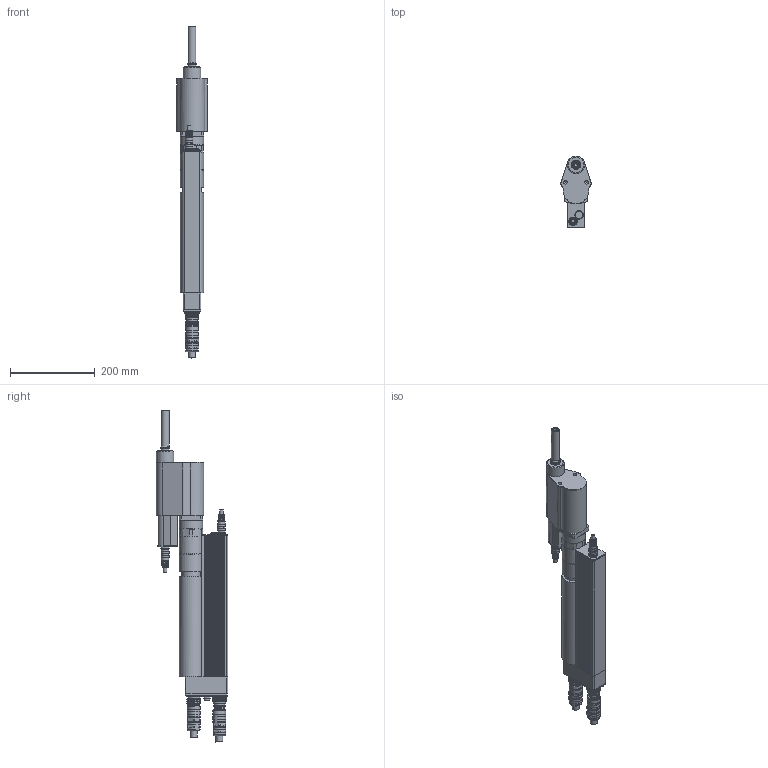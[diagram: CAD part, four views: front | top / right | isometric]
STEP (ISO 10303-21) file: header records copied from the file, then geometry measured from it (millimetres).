
FILE_DESCRIPTION((''),'2;1');
FILE_NAME('947521A2.stp','2011-03-25T14:28:44',('e4c32'),(''),'Autodesk Inventor 11','Autodesk Inventor 11','');
FILE_SCHEMA(('AUTOMOTIVE_DESIGN { 1 0 10303 214 1 1 1 1 }'));
Length unit declared in the file: millimetre
Products named in the file (6): 947521A2_IAM_001; 2VKXB_IPT_001.ipt_versetzter Abtrieb; 2BTS-2BXA_IPT_001.ipt_Motor und Getriebe; 961089-002_IPT_002.ipt_Stecker gerade; 961104-005_IPT_002.ipt_Stecker gerade; 961104-005_IPT_001.ipt_Stecker gerade
Assembly tree (6 placements, depth 2):
  947521A2_IAM_001
    2VKXB_IPT_001.ipt_versetzter Abtrieb
    2BTS-2BXA_IPT_001.ipt_Motor und Getriebe
    961089-002_IPT_002.ipt_Stecker gerade  x2
    961104-005_IPT_002.ipt_Stecker gerade
    961104-005_IPT_001.ipt_Stecker gerade
Bounding box: 71.73 x 168.8 x 783.9 mm (x, y, z)
Volume: 2978602.5 mm3; surface area: 285291.5 mm2
Topology: 6 solids, 6 shells, 962 faces, 2338 edges, 1464 vertices
Faces by surface type: plane 699, cylinder 206, cone 39, torus 12, bspline 6
Full cylindrical faces by diameter (mm): 5.5 x4, 8 x2, 12 x1, 13 x1, 13.4 x2, 13.5 x1, 14 x10, 14.2 x2, 15.5 x1, 16 x7, 16.5 x2, 17.5 x1, 17.587 x4, 18 x5, 18.7 x5, 19 x1, 20 x5, 22 x2, 22.5 x2, 24 x1, 25 x1, 25.5 x1, 26.4 x1, 27.047 x1, 28 x2, 28.5 x1, 29 x1, 29.4 x3, 29.5 x2, 29.8 x4
Entity records: 25974 total; most frequent: CARTESIAN_POINT 5076, ORIENTED_EDGE 4252, DIRECTION 4182, EDGE_CURVE 2126, VECTOR 1430, LINE 1430, VERTEX_POINT 1406, AXIS2_PLACEMENT_3D 1376
